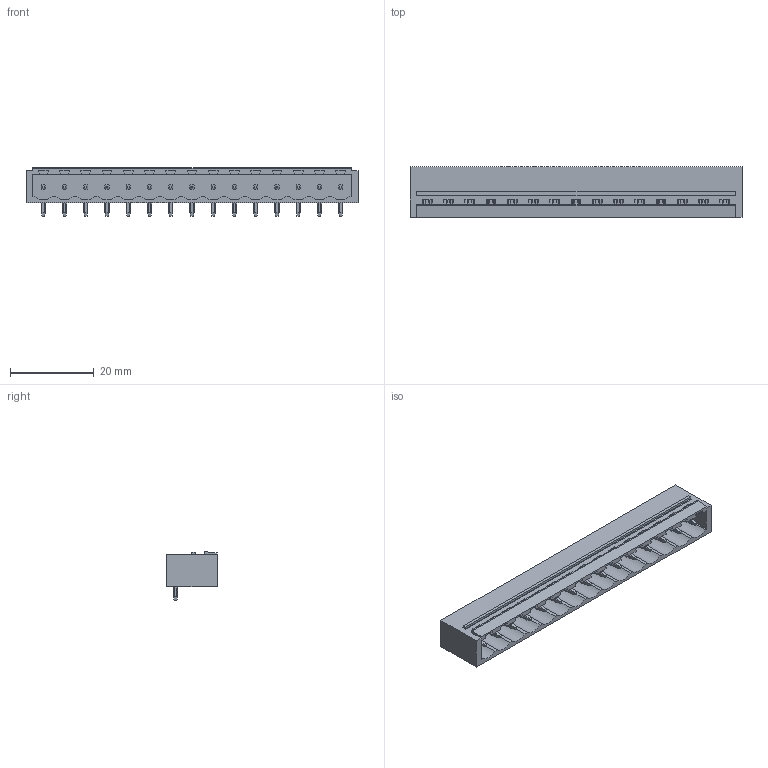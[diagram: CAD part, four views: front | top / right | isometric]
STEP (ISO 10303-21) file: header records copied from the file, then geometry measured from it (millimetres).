
FILE_DESCRIPTION(('CATIA V5 STEP Exchange','CAx-IF Rec.Pracs.--- Model Styling and Organization---1.2---2011-12-15'),'2;1');
FILE_NAME ('D1449394_0', '2018-10-26T05:51:28+00:00', ('none'), ('Weidmueller'), 'CATIA Version 5-6 Release 2014', 'CATIA V5 STEP AP214', 'none');
FILE_SCHEMA(('AUTOMOTIVE_DESIGN { 1 0 10303 214 1 1 1 1 }'));
Length unit declared in the file: millimetre
Products named in the file (1): 1155470000
Bounding box: 79.4 x 12 x 11.63 mm (x, y, z)
Volume: 3766.4 mm3; surface area: 6118.4 mm2
Topology: 16 solids, 16 shells, 743 faces, 2067 edges, 1328 vertices
Faces by surface type: plane 486, cylinder 257
Entity records: 21550 total; most frequent: CARTESIAN_POINT 4942, ORIENTED_EDGE 4134, DIRECTION 2329, EDGE_CURVE 2061, VECTOR 1431, LINE 1431, VERTEX_POINT 1320, EDGE_LOOP 775
